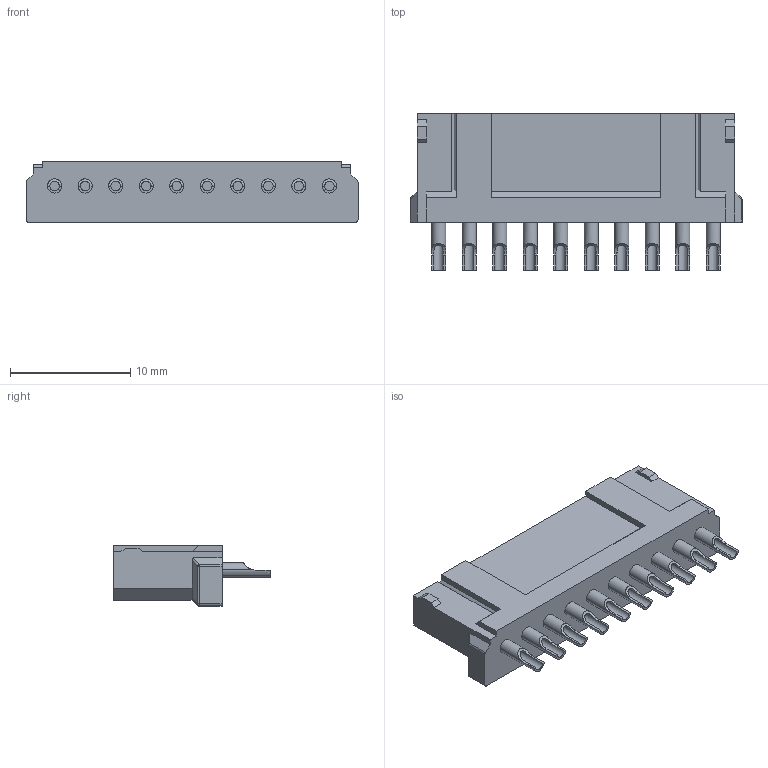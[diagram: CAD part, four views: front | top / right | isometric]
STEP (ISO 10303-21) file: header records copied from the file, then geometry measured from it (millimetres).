
FILE_DESCRIPTION((''),'2;1');
FILE_NAME('F0JL35-P10SW000-01','2023-05-04T',('工程三'),(''),'PRO/ENGINEER BY PARAMETRIC TECHNOLOGY CORPORATION, 2010280','PRO/ENGINEER BY PARAMETRIC TECHNOLOGY CORPORATION, 2010280','');
FILE_SCHEMA(('CONFIG_CONTROL_DESIGN'));
Length unit declared in the file: millimetre
Products named in the file (1): F0JL35-P10SW000-01
Bounding box: 27.62 x 13 x 5 mm (x, y, z)
Volume: 924.6 mm3; surface area: 1300 mm2
Topology: 1 solids, 1 shells, 226 faces, 572 edges, 368 vertices
Faces by surface type: plane 137, cylinder 83, sphere 6
Entity records: 7086 total; most frequent: CARTESIAN_POINT 1624, ORIENTED_EDGE 1144, DIRECTION 1082, EDGE_CURVE 572, VECTOR 386, LINE 386, VERTEX_POINT 368, AXIS2_PLACEMENT_3D 348
